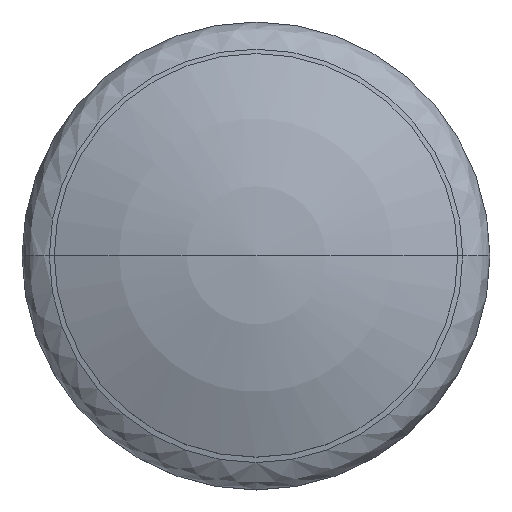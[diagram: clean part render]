
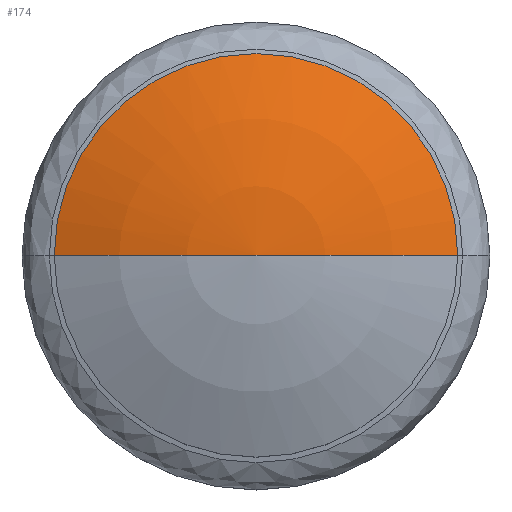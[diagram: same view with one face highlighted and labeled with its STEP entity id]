
A CAD part, top view. The second image highlights one B-rep face of the part: STEP entity #174.
In plain terms, the highlighted spherical face has radius 11.545 mm.
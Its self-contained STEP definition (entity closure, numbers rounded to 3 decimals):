
#174=ADVANCED_FACE('',(#818),#817,.T.);
#817=SPHERICAL_SURFACE('',#1441,11.545);
#818=FACE_OUTER_BOUND('',#1442,.T.);
#1438=CARTESIAN_POINT('',(0.,0.,-5.045));
#1439=DIRECTION('',(0.,0.,-1.));
#1440=DIRECTION('',(-1.,0.,0.));
#1441=AXIS2_PLACEMENT_3D('',#1438,#1439,#1440);
#1442=EDGE_LOOP('',(#1928,#1929,#1930));
#1928=ORIENTED_EDGE('',*,*,#2162,.F.);
#1929=ORIENTED_EDGE('',*,*,#2168,.F.);
#1930=ORIENTED_EDGE('',*,*,#2169,.T.);
#2162=EDGE_CURVE('',#3288,#3289,#3290,.T.);
#2168=EDGE_CURVE('',#3328,#3288,#3329,.T.);
#2169=EDGE_CURVE('',#3328,#3289,#3335,.T.);
#3288=VERTEX_POINT('',#4217);
#3289=VERTEX_POINT('',#4218);
#3290=CIRCLE('',#4222,4.7);
#3328=VERTEX_POINT('',#4241);
#3329=(BOUNDED_CURVE() B_SPLINE_CURVE(2,(#4242,#4243,#4244),.UNSPECIFIED.,.F.,.F.) B_SPLINE_CURVE_WITH_KNOTS((3,3),(0.,1.),.UNSPECIFIED.) CURVE() GEOMETRIC_REPRESENTATION_ITEM() RATIONAL_B_SPLINE_CURVE((1.,0.978,1.)) REPRESENTATION_ITEM('') );
#3335=(BOUNDED_CURVE() B_SPLINE_CURVE(2,(#4245,#4246,#4247),.UNSPECIFIED.,.F.,.F.) B_SPLINE_CURVE_WITH_KNOTS((3,3),(0.,1.),.UNSPECIFIED.) CURVE() GEOMETRIC_REPRESENTATION_ITEM() RATIONAL_B_SPLINE_CURVE((0.75,0.734,0.75)) REPRESENTATION_ITEM('') );
#4217=CARTESIAN_POINT('',(-4.7,0.,5.5));
#4218=CARTESIAN_POINT('',(4.7,0.,5.5));
#4219=CARTESIAN_POINT('',(0.,0.,5.5));
#4220=DIRECTION('',(0.,0.,-1.));
#4221=DIRECTION('',(-1.,0.,0.));
#4222=AXIS2_PLACEMENT_3D('',#4219,#4220,#4221);
#4241=CARTESIAN_POINT('',(0.,0.,6.5));
#4242=CARTESIAN_POINT('',(0.,0.,6.5));
#4243=CARTESIAN_POINT('',(-2.456,0.,6.5));
#4244=CARTESIAN_POINT('',(-4.7,0.,5.5));
#4245=CARTESIAN_POINT('',(0.,0.,6.5));
#4246=CARTESIAN_POINT('',(2.456,0.,6.5));
#4247=CARTESIAN_POINT('',(4.7,0.,5.5));
